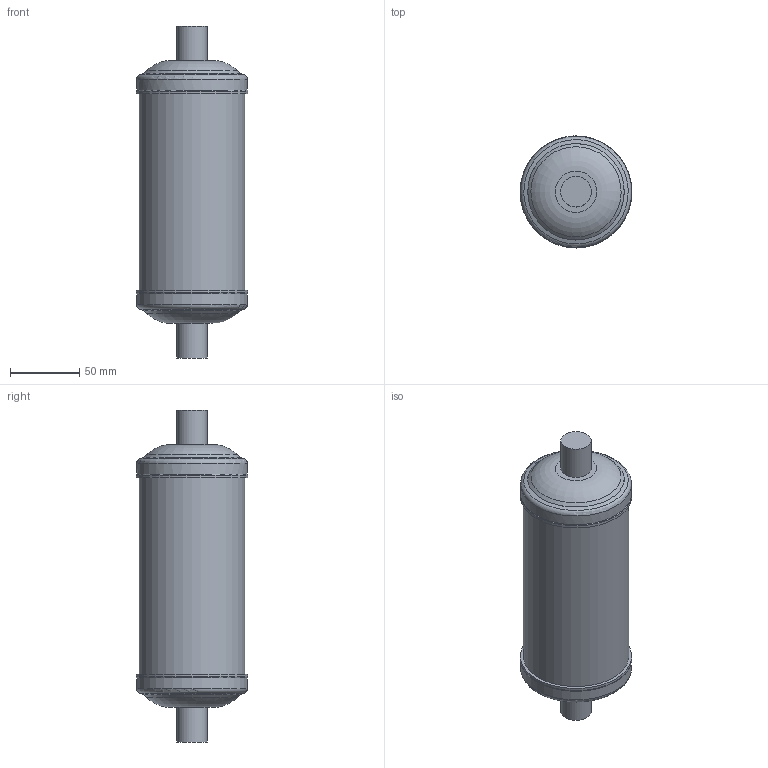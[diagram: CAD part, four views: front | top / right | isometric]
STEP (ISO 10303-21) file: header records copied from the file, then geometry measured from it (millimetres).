
FILE_DESCRIPTION(('TFLEX Exchange Step'),'2;1');
FILE_NAME('023B8024R - DGL 306s.stp', '2023-06-13T11:04:56+03:00',('RUCO2978'),('Unknown organisation'),'TFLEX Exchange 2022.1','T-FLEX CAD','Unknown authorisation');
FILE_SCHEMA( ('AP242_MANAGED_MODEL_BASED_3D_ENGINEERING_MIM_LF {1 0 10303 442 1 1 4 }') );
Length unit declared in the file: millimetre
Products named in the file (1): Nodes
Bounding box: 80.8 x 80.8 x 240 mm (x, y, z)
Volume: 862011.1 mm3; surface area: 56098 mm2
Topology: 1 solids, 1 shells, 27 faces, 79 edges, 58 vertices
Faces by surface type: torus 8, cylinder 7, plane 6, cone 4, sphere 2
Full cylindrical faces by diameter (mm): 22.1 x2, 76.2 x1, 80.2 x2, 80.8 x2
Entity records: 1896 total; most frequent: CARTESIAN_POINT 1094, DIRECTION 173, ORIENTED_EDGE 154, AXIS2_PLACEMENT_3D 81, EDGE_CURVE 77, VERTEX_POINT 58, CIRCLE 52, EDGE_LOOP 33
